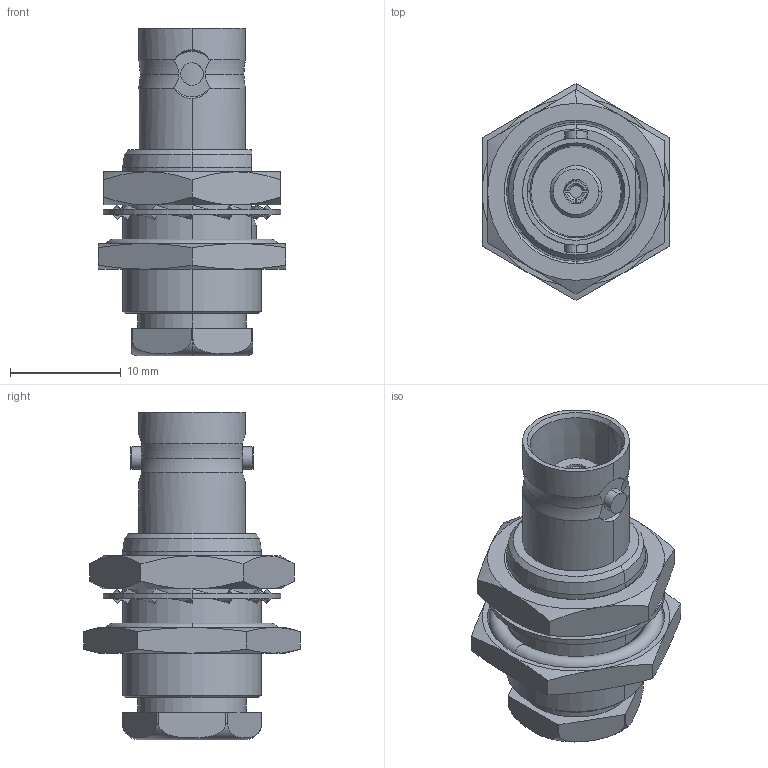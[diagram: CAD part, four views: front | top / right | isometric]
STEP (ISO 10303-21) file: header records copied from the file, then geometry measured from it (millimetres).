
FILE_DESCRIPTION (( 'STEP AP214' ), '1' );
FILE_NAME ('J01001A1223.STEP', '2012-05-11T13:24:39', ( 'markiewicz' ), ( '' ), 'SwSTEP 2.0', 'SolidWorks 2012', '' );
FILE_SCHEMA (( 'AUTOMOTIVE_DESIGN' ));
Length unit declared in the file: millimetre
Products named in the file (1): J01001A1223
Bounding box: 17 x 19.63 x 29.65 mm (x, y, z)
Volume: 3179.6 mm3; surface area: 2712.5 mm2
Topology: 3 solids, 3 shells, 263 faces, 660 edges, 418 vertices
Faces by surface type: plane 98, cone 61, cylinder 54, bspline 36, torus 14
Entity records: 11606 total; most frequent: CARTESIAN_POINT 2781, ORIENTED_EDGE 1320, DIRECTION 1117, EDGE_CURVE 660, VERTEX_POINT 418, AXIS2_PLACEMENT_3D 414, VECTOR 289, LINE 289
